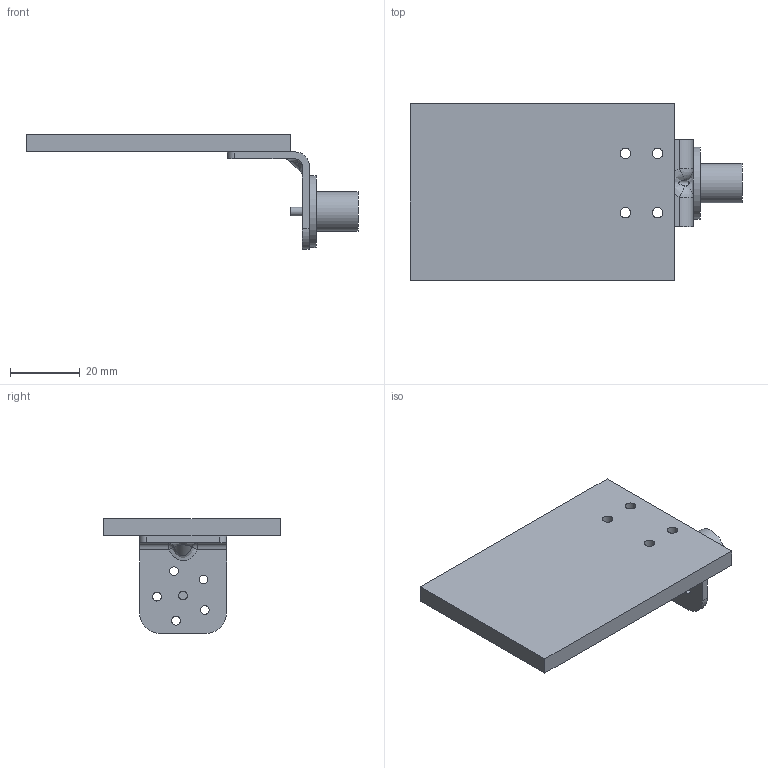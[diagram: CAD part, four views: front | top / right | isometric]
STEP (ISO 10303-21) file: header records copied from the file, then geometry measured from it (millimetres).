
FILE_DESCRIPTION(/* description */ (''),/* implementation_level */ '2;1');
FILE_NAME(/* name */ '3 v1.step',/* time_stamp */ '2022-02-23T19:54:52-07:00',/* author */ (''),/* organization */ (''),/* preprocessor_version */ 'ST-DEVELOPER v18.1',/* originating_system */ 'Autodesk Translation Framework v10.13.0.1454',/* authorisation */ '');
FILE_SCHEMA (('AUTOMOTIVE_DESIGN { 1 0 10303 214 3 1 1 }'));
Length unit declared in the file: millimetre
Products named in the file (3): 3; Motor; platform
Assembly tree (2 placements, depth 2):
  3
    Motor
    platform
Bounding box: 95.36 x 50.63 x 33.02 mm (x, y, z)
Volume: 23229.9 mm3; surface area: 13083.3 mm2
Topology: 3 solids, 3 shells, 58 faces, 138 edges, 88 vertices
Faces by surface type: cylinder 32, plane 18, bspline 4, sphere 4
Full cylindrical faces by diameter (mm): 2.5 x12, 3 x8, 11.315 x1, 20.655 x1
Entity records: 1992 total; most frequent: CARTESIAN_POINT 415, DIRECTION 332, ORIENTED_EDGE 276, EDGE_CURVE 138, AXIS2_PLACEMENT_3D 135, EDGE_LOOP 98, VERTEX_POINT 88, CIRCLE 68
